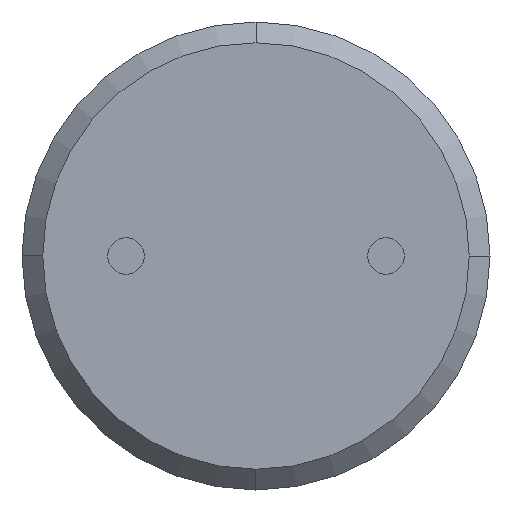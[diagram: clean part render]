
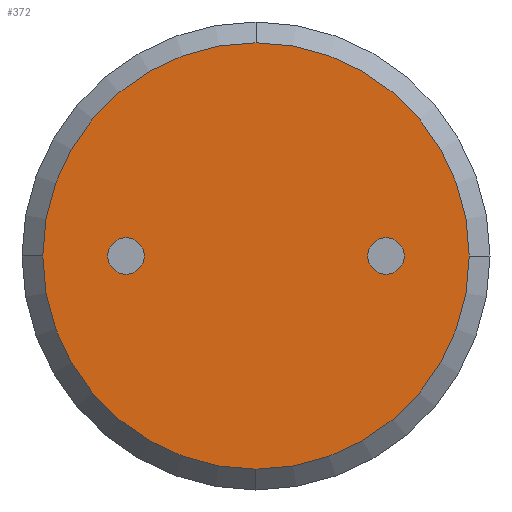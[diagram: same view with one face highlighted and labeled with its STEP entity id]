
A CAD part, front view. The second image highlights one B-rep face of the part: STEP entity #372.
In plain terms, the highlighted planar face has unit normal (0, -1, 0).
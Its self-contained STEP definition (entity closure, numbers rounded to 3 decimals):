
#1 = CARTESIAN_POINT ( 'NONE',  ( 0., 0., 0. ) ) ;
#12 = CARTESIAN_POINT ( 'NONE',  ( -4.1, 0., 0. ) ) ;
#20 = VERTEX_POINT ( 'NONE', #294 ) ;
#21 = CARTESIAN_POINT ( 'NONE',  ( 4.1, 0., 0. ) ) ;
#34 = EDGE_CURVE ( 'NONE', #20, #516, #119, .T. ) ;
#36 = CARTESIAN_POINT ( 'NONE',  ( 0., 0., -4.1 ) ) ;
#66 = DIRECTION ( 'NONE',  ( 0., -1., 0. ) ) ;
#68 = CARTESIAN_POINT ( 'NONE',  ( 0., 0., 0. ) ) ;
#75 = DIRECTION ( 'NONE',  ( 0., 0., 1. ) ) ;
#93 = DIRECTION ( 'NONE',  ( 0., -1., 0. ) ) ;
#102 = DIRECTION ( 'NONE',  ( 0., -1., 0. ) ) ;
#103 = EDGE_LOOP ( 'NONE', ( #325, #508, #334, #298 ) ) ;
#119 = CIRCLE ( 'NONE', #454, 4.1 ) ;
#142 = DIRECTION ( 'NONE',  ( 0., 0., -1. ) ) ;
#150 = AXIS2_PLACEMENT_3D ( 'NONE', #12, #257, #211 ) ;
#162 = AXIS2_PLACEMENT_3D ( 'NONE', #543, #102, #548 ) ;
#181 = CIRCLE ( 'NONE', #340, 4.1 ) ;
#199 = VERTEX_POINT ( 'NONE', #36 ) ;
#211 = DIRECTION ( 'NONE',  ( -1., 0., 0. ) ) ;
#238 = DIRECTION ( 'NONE',  ( 0., 0., 1. ) ) ;
#246 = CARTESIAN_POINT ( 'NONE',  ( 0., 0., 0. ) ) ;
#251 = AXIS2_PLACEMENT_3D ( 'NONE', #246, #585, #142 ) ;
#257 = DIRECTION ( 'NONE',  ( 0., -1., 0. ) ) ;
#285 = EDGE_CURVE ( 'NONE', #199, #375, #582, .T. ) ;
#291 = EDGE_CURVE ( 'NONE', #516, #199, #181, .T. ) ;
#294 = CARTESIAN_POINT ( 'NONE',  ( 0., 0., 4.1 ) ) ;
#298 = ORIENTED_EDGE ( 'NONE', *, *, #367, .T. ) ;
#325 = ORIENTED_EDGE ( 'NONE', *, *, #34, .T. ) ;
#333 = PLANE ( 'NONE',  #150 ) ;
#334 = ORIENTED_EDGE ( 'NONE', *, *, #285, .T. ) ;
#340 = AXIS2_PLACEMENT_3D ( 'NONE', #1, #93, #238 ) ;
#367 = EDGE_CURVE ( 'NONE', #375, #20, #400, .T. ) ;
#372 = ADVANCED_FACE ( 'NONE', ( #556 ), #333, .T. ) ;
#375 = VERTEX_POINT ( 'NONE', #21 ) ;
#400 = CIRCLE ( 'NONE', #162, 4.1 ) ;
#454 = AXIS2_PLACEMENT_3D ( 'NONE', #68, #66, #75 ) ;
#484 = CARTESIAN_POINT ( 'NONE',  ( -4.1, 0., 0. ) ) ;
#508 = ORIENTED_EDGE ( 'NONE', *, *, #291, .T. ) ;
#516 = VERTEX_POINT ( 'NONE', #484 ) ;
#543 = CARTESIAN_POINT ( 'NONE',  ( 0., 0., 0. ) ) ;
#548 = DIRECTION ( 'NONE',  ( 0., 0., -1. ) ) ;
#556 = FACE_OUTER_BOUND ( 'NONE', #103, .T. ) ;
#582 = CIRCLE ( 'NONE', #251, 4.1 ) ;
#585 = DIRECTION ( 'NONE',  ( 0., -1., 0. ) ) ;
